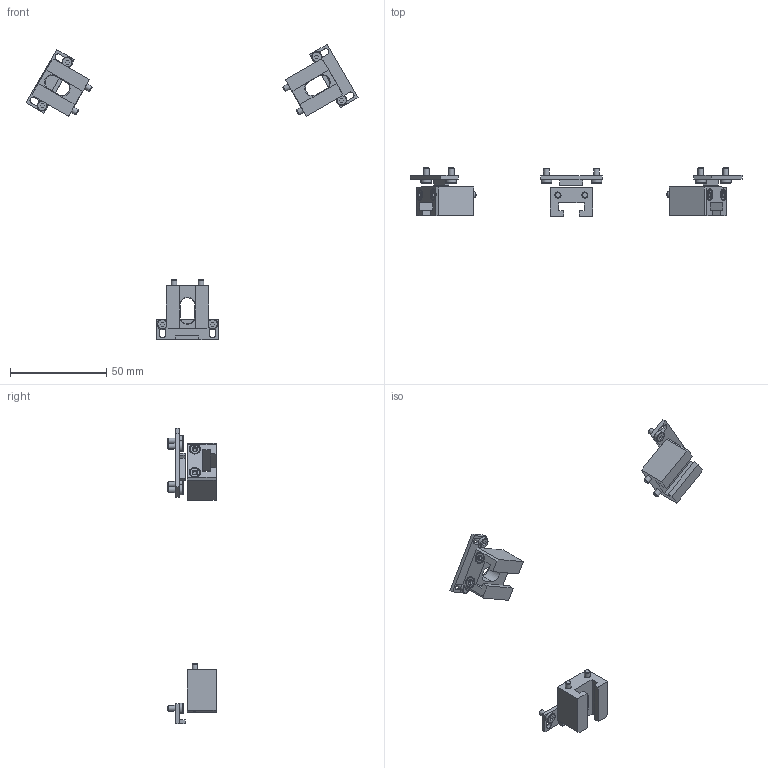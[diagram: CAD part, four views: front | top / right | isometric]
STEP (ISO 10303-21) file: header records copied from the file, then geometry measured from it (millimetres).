
FILE_DESCRIPTION(/* description */ ('STEP AP214'),/* implementation_level */ '2;1');
FILE_NAME(/* name */ '1435235_DASI-B13-80-S8',/* time_stamp */ '2024-08-14T17:24:17+02:00',/* author */ ('License CC BY-ND 4.0'),/* organization */ ('CADENAS'),/* preprocessor_version */ 'ST-DEVELOPER v19.3',/* originating_system */ 'PARTsolutions',/* authorisation */ ' ');
FILE_SCHEMA (('AUTOMOTIVE_DESIGN {1 0 10303 214 3 1 1}'));
Length unit declared in the file: millimetre
Products named in the file (5): 1435235 DASI-B13-80-S8; 1438234 KB8-45; DIN-912 - M3x22(F); 1430928 GP708/GP808; DIN-7984 - M3x6(F)
Assembly tree (18 placements, depth 2):
  1435235 DASI-B13-80-S8
    1438234 KB8-45  x3
    DIN-912 - M3x22(F)  x6
    1430928 GP708/GP808  x3
    DIN-7984 - M3x6(F)  x6
Bounding box: 172.32 x 25 x 153.36 mm (x, y, z)
Volume: 16508.7 mm3; surface area: 15136.9 mm2
Topology: 18 solids, 18 shells, 396 faces, 861 edges, 519 vertices
Faces by surface type: plane 258, cone 78, cylinder 54, torus 6
Full cylindrical faces by diameter (mm): 3 x12, 3.2 x6, 5.5 x12, 6 x6
Entity records: 2665 total; most frequent: DIRECTION 448, CARTESIAN_POINT 446, ORIENTED_EDGE 376, EDGE_CURVE 188, AXIS2_PLACEMENT_3D 157, LINE 134, VECTOR 134, VERTEX_POINT 125
